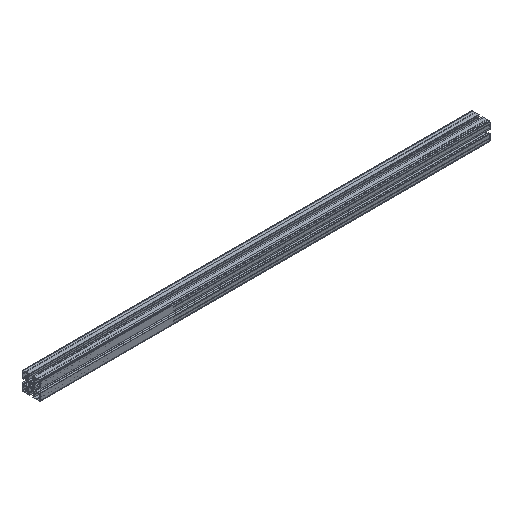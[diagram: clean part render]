
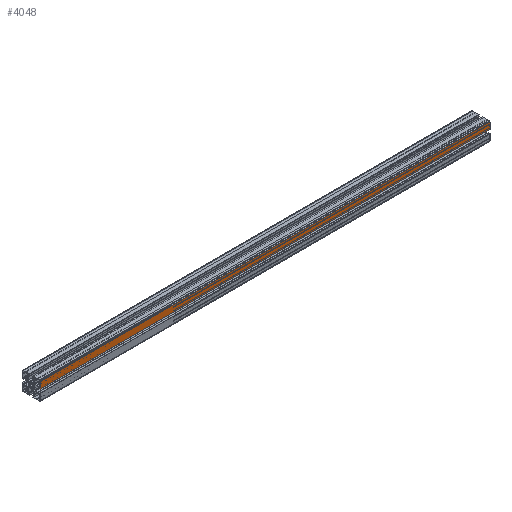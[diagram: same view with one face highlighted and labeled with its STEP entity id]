
A CAD part, isometric view. The second image highlights one B-rep face of the part: STEP entity #4048.
In plain terms, the highlighted planar face has unit normal (0, -1, 0).
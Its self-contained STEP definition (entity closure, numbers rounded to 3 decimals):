
#129=PLANE('',#4442);
#330=FACE_OUTER_BOUND('',#532,.T.);
#532=EDGE_LOOP('',(#3346,#3347,#3348,#3349));
#950=LINE('',#6837,#1358);
#951=LINE('',#6840,#1359);
#952=LINE('',#6842,#1360);
#953=LINE('',#6843,#1361);
#1358=VECTOR('',#5630,1.);
#1359=VECTOR('',#5633,1.);
#1360=VECTOR('',#5634,1.);
#1361=VECTOR('',#5635,1.);
#1950=VERTEX_POINT('',#6833);
#1951=VERTEX_POINT('',#6835);
#1952=VERTEX_POINT('',#6839);
#1953=VERTEX_POINT('',#6841);
#2548=EDGE_CURVE('',#1950,#1951,#950,.T.);
#2549=EDGE_CURVE('',#1952,#1950,#951,.T.);
#2550=EDGE_CURVE('',#1953,#1951,#952,.T.);
#2551=EDGE_CURVE('',#1952,#1953,#953,.T.);
#3346=ORIENTED_EDGE('',*,*,#2549,.T.);
#3347=ORIENTED_EDGE('',*,*,#2548,.T.);
#3348=ORIENTED_EDGE('',*,*,#2550,.F.);
#3349=ORIENTED_EDGE('',*,*,#2551,.F.);
#4048=ADVANCED_FACE('',(#330),#129,.T.);
#4442=AXIS2_PLACEMENT_3D('',#6838,#5631,#5632);
#5630=DIRECTION('',(1.,0.,0.));
#5631=DIRECTION('center_axis',(0.,-1.,0.));
#5632=DIRECTION('ref_axis',(0.,0.,-1.));
#5633=DIRECTION('',(0.,0.,-1.));
#5634=DIRECTION('',(0.,0.,-1.));
#5635=DIRECTION('',(1.,0.,0.));
#6833=CARTESIAN_POINT('',(0.,0.,26.9));
#6835=CARTESIAN_POINT('',(1100.,0.,26.9));
#6837=CARTESIAN_POINT('',(0.,0.,26.9));
#6838=CARTESIAN_POINT('Origin',(0.,0.,42.5));
#6839=CARTESIAN_POINT('',(0.,0.,42.5));
#6840=CARTESIAN_POINT('',(0.,0.,42.5));
#6841=CARTESIAN_POINT('',(1100.,0.,42.5));
#6842=CARTESIAN_POINT('',(1100.,0.,42.5));
#6843=CARTESIAN_POINT('',(0.,0.,42.5));
